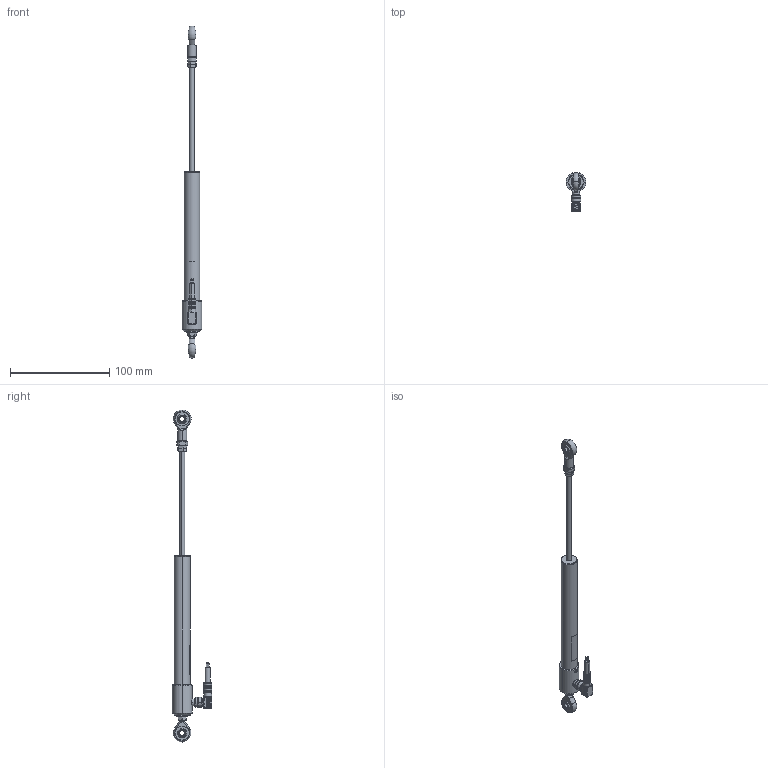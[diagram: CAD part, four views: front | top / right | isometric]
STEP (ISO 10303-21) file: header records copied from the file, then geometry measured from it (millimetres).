
FILE_DESCRIPTION (( 'STEP AP214' ), '1' );
FILE_NAME ('TX2_0100_Stecker_aus.STEP', '2011-01-17T13:51:11', ( 'novotechnik' ), ( 'novotechnik' ), 'SwSTEP 2.0', 'SolidWorks 2010', '' );
FILE_SCHEMA (( 'AUTOMOTIVE_DESIGN' ));
Length unit declared in the file: millimetre
Products named in the file (1): TX2_0100_Stecker_aus
Bounding box: 20 x 39.8 x 334.27 mm (x, y, z)
Surface area: 16185.4 mm2 (no closed solid volume)
Topology: 0 solids, 17 shells, 447 faces, 1229 edges, 764 vertices
Faces by surface type: cylinder 164, plane 148, torus 54, cone 49, bspline 28, sphere 4
Entity records: 20065 total; most frequent: CARTESIAN_POINT 4303, DIRECTION 2288, ORIENTED_EDGE 2159, EDGE_CURVE 1207, AXIS2_PLACEMENT_3D 923, VERTEX_POINT 758, CIRCLE 503, EDGE_LOOP 483
